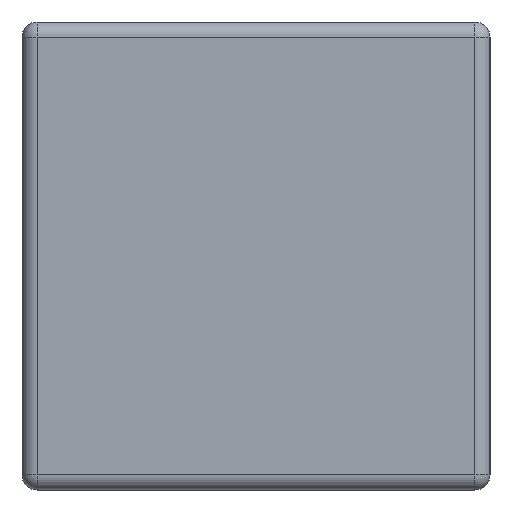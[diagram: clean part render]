
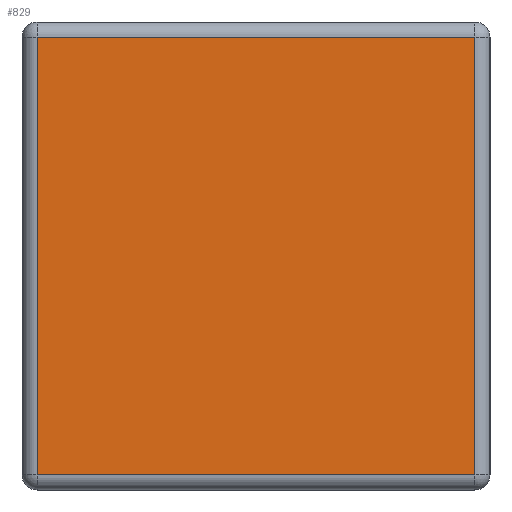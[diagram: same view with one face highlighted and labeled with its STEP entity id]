
A CAD part, left-side view. The second image highlights one B-rep face of the part: STEP entity #829.
In plain terms, the highlighted planar face has unit normal (-1, 0, 0).
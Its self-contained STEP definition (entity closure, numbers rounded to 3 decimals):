
#100=FACE_OUTER_BOUND('',#153,.T.);
#153=EDGE_LOOP('',(#612,#613,#614,#615));
#204=LINE('',#1256,#280);
#206=LINE('',#1273,#282);
#210=LINE('',#1282,#286);
#212=LINE('',#1285,#288);
#280=VECTOR('',#1009,2.9);
#282=VECTOR('',#1029,2.9);
#286=VECTOR('',#1039,2.9);
#288=VECTOR('',#1043,2.9);
#350=VERTEX_POINT('',#1245);
#353=VERTEX_POINT('',#1252);
#356=VERTEX_POINT('',#1262);
#357=VERTEX_POINT('',#1266);
#426=EDGE_CURVE('',#350,#353,#204,.T.);
#434=EDGE_CURVE('',#357,#356,#206,.T.);
#439=EDGE_CURVE('',#353,#357,#210,.T.);
#441=EDGE_CURVE('',#356,#350,#212,.T.);
#612=ORIENTED_EDGE('',*,*,#434,.T.);
#613=ORIENTED_EDGE('',*,*,#441,.T.);
#614=ORIENTED_EDGE('',*,*,#426,.T.);
#615=ORIENTED_EDGE('',*,*,#439,.T.);
#734=PLANE('',#901);
#829=ADVANCED_FACE('',(#100),#734,.F.);
#901=AXIS2_PLACEMENT_3D('',#1312,#1073,#1074);
#1009=DIRECTION('',(0.,0.,1.));
#1029=DIRECTION('',(0.,0.,-1.));
#1039=DIRECTION('',(0.,1.,0.));
#1043=DIRECTION('',(0.,-1.,0.));
#1073=DIRECTION('center_axis',(1.,0.,0.));
#1074=DIRECTION('ref_axis',(0.,0.,-1.));
#1245=CARTESIAN_POINT('',(-5.05,-1.45,-1.45));
#1252=CARTESIAN_POINT('',(-5.05,-1.45,1.45));
#1256=CARTESIAN_POINT('',(-5.05,-1.45,-0.775));
#1262=CARTESIAN_POINT('',(-5.05,1.45,-1.45));
#1266=CARTESIAN_POINT('',(-5.05,1.45,1.45));
#1273=CARTESIAN_POINT('',(-5.05,1.45,0.775));
#1282=CARTESIAN_POINT('',(-5.05,-0.775,1.45));
#1285=CARTESIAN_POINT('',(-5.05,0.775,-1.45));
#1312=CARTESIAN_POINT('Origin',(-5.05,0.,0.));
